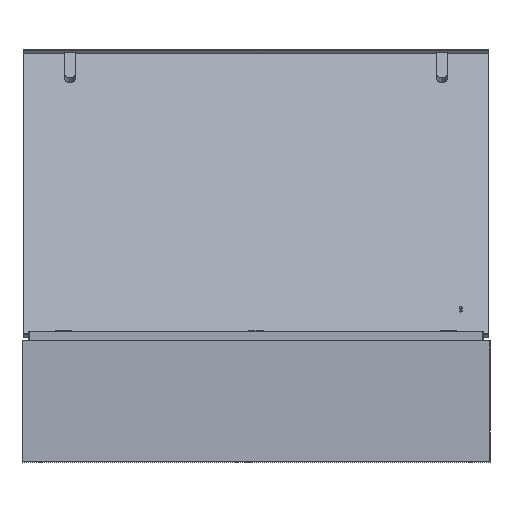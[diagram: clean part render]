
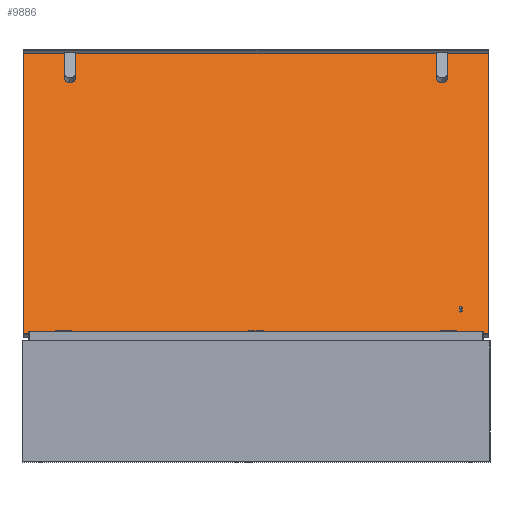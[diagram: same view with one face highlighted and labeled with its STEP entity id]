
A CAD part, left-side view. The second image highlights one B-rep face of the part: STEP entity #9886.
In plain terms, the highlighted face is planar.
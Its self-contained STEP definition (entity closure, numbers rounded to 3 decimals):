
#18 = VERTEX_POINT ( 'NONE', #8517 ) ;
#34 = CIRCLE ( 'NONE', #1986, 11.5 ) ;
#150 = DIRECTION ( 'NONE',  ( 0., 0., 1. ) ) ;
#292 = ORIENTED_EDGE ( 'NONE', *, *, #7517, .F. ) ;
#467 = DIRECTION ( 'NONE',  ( 0., 0., 1. ) ) ;
#605 = CARTESIAN_POINT ( 'NONE',  ( 262.5, -437.5, -1. ) ) ;
#816 = DIRECTION ( 'NONE',  ( 1., 0., 0. ) ) ;
#830 = CARTESIAN_POINT ( 'NONE',  ( -279., -397.5, -1. ) ) ;
#853 = CIRCLE ( 'NONE', #8734, 3. ) ;
#890 = EDGE_CURVE ( 'NONE', #9136, #4603, #8262, .T. ) ;
#1065 = AXIS2_PLACEMENT_3D ( 'NONE', #5230, #5299, #5329 ) ;
#1217 = CIRCLE ( 'NONE', #8162, 3. ) ;
#1316 = PLANE ( 'NONE',  #2044 ) ;
#1374 = ORIENTED_EDGE ( 'NONE', *, *, #2312, .F. ) ;
#1491 = DIRECTION ( 'NONE',  ( 0., 0., 1. ) ) ;
#1493 = ORIENTED_EDGE ( 'NONE', *, *, #890, .T. ) ;
#1563 = VECTOR ( 'NONE', #8444, 1000. ) ;
#1583 = VERTEX_POINT ( 'NONE', #2311 ) ;
#1663 = EDGE_LOOP ( 'NONE', ( #292, #5668 ) ) ;
#1949 = CARTESIAN_POINT ( 'NONE',  ( -267.5, 397.5, -1. ) ) ;
#1986 = AXIS2_PLACEMENT_3D ( 'NONE', #7015, #150, #816 ) ;
#2005 = LINE ( 'NONE', #6211, #2133 ) ;
#2044 = AXIS2_PLACEMENT_3D ( 'NONE', #3565, #467, #9821 ) ;
#2076 = EDGE_CURVE ( 'NONE', #6006, #2984, #4129, .T. ) ;
#2133 = VECTOR ( 'NONE', #2469, 1000. ) ;
#2280 = DIRECTION ( 'NONE',  ( 1., 0., 0. ) ) ;
#2311 = CARTESIAN_POINT ( 'NONE',  ( 259.5, -437.5, -1. ) ) ;
#2312 = EDGE_CURVE ( 'NONE', #3881, #9629, #8114, .T. ) ;
#2469 = DIRECTION ( 'NONE',  ( 1., 0., 0. ) ) ;
#2495 = CARTESIAN_POINT ( 'NONE',  ( 321.5, 496.5, -1. ) ) ;
#2872 = CARTESIAN_POINT ( 'NONE',  ( -267.5, -397.5, -1. ) ) ;
#2976 = ORIENTED_EDGE ( 'NONE', *, *, #4700, .F. ) ;
#2984 = VERTEX_POINT ( 'NONE', #8788 ) ;
#3117 = DIRECTION ( 'NONE',  ( -1., 0., 0. ) ) ;
#3540 = AXIS2_PLACEMENT_3D ( 'NONE', #1949, #9666, #4580 ) ;
#3554 = EDGE_CURVE ( 'NONE', #9971, #18, #4361, .T. ) ;
#3565 = CARTESIAN_POINT ( 'NONE',  ( 0., 0., -1. ) ) ;
#3673 = DIRECTION ( 'NONE',  ( 0., 0., -1. ) ) ;
#3808 = ORIENTED_EDGE ( 'NONE', *, *, #2076, .F. ) ;
#3881 = VERTEX_POINT ( 'NONE', #9649 ) ;
#4066 = ORIENTED_EDGE ( 'NONE', *, *, #4549, .T. ) ;
#4129 = LINE ( 'NONE', #6217, #1563 ) ;
#4199 = CARTESIAN_POINT ( 'NONE',  ( 321.5, 0., -1. ) ) ;
#4361 = CIRCLE ( 'NONE', #3540, 11.5 ) ;
#4506 = CARTESIAN_POINT ( 'NONE',  ( 262.5, -437.5, -1. ) ) ;
#4546 = CARTESIAN_POINT ( 'NONE',  ( -321.5, 496.5, -1. ) ) ;
#4549 = EDGE_CURVE ( 'NONE', #18, #9971, #6852, .T. ) ;
#4580 = DIRECTION ( 'NONE',  ( 1., 0., 0. ) ) ;
#4603 = VERTEX_POINT ( 'NONE', #830 ) ;
#4686 = FACE_OUTER_BOUND ( 'NONE', #6496, .T. ) ;
#4700 = EDGE_CURVE ( 'NONE', #2984, #3881, #2005, .T. ) ;
#5162 = DIRECTION ( 'NONE',  ( 1., 0., 0. ) ) ;
#5230 = CARTESIAN_POINT ( 'NONE',  ( -267.5, 397.5, -1. ) ) ;
#5299 = DIRECTION ( 'NONE',  ( 0., 0., 1. ) ) ;
#5329 = DIRECTION ( 'NONE',  ( 1., 0., 0. ) ) ;
#5668 = ORIENTED_EDGE ( 'NONE', *, *, #6931, .F. ) ;
#5947 = CARTESIAN_POINT ( 'NONE',  ( -279., 397.5, -1. ) ) ;
#5993 = FACE_BOUND ( 'NONE', #6644, .T. ) ;
#6006 = VERTEX_POINT ( 'NONE', #4546 ) ;
#6055 = DIRECTION ( 'NONE',  ( 1., 0., 0. ) ) ;
#6120 = ORIENTED_EDGE ( 'NONE', *, *, #7095, .F. ) ;
#6211 = CARTESIAN_POINT ( 'NONE',  ( 0., -496.5, -1. ) ) ;
#6217 = CARTESIAN_POINT ( 'NONE',  ( -321.5, 0., -1. ) ) ;
#6406 = VECTOR ( 'NONE', #7301, 1000. ) ;
#6452 = EDGE_CURVE ( 'NONE', #4603, #9136, #34, .T. ) ;
#6496 = EDGE_LOOP ( 'NONE', ( #3808, #6120, #1374, #2976 ) ) ;
#6620 = EDGE_LOOP ( 'NONE', ( #1493, #9140 ) ) ;
#6644 = EDGE_LOOP ( 'NONE', ( #4066, #9826 ) ) ;
#6786 = DIRECTION ( 'NONE',  ( 0., 0., -1. ) ) ;
#6852 = CIRCLE ( 'NONE', #1065, 11.5 ) ;
#6891 = VERTEX_POINT ( 'NONE', #9028 ) ;
#6931 = EDGE_CURVE ( 'NONE', #1583, #6891, #1217, .T. ) ;
#7015 = CARTESIAN_POINT ( 'NONE',  ( -267.5, -397.5, -1. ) ) ;
#7095 = EDGE_CURVE ( 'NONE', #9629, #6006, #7893, .T. ) ;
#7301 = DIRECTION ( 'NONE',  ( 0., 1., 0. ) ) ;
#7517 = EDGE_CURVE ( 'NONE', #6891, #1583, #853, .T. ) ;
#7553 = AXIS2_PLACEMENT_3D ( 'NONE', #2872, #1491, #2280 ) ;
#7893 = LINE ( 'NONE', #9212, #9550 ) ;
#8114 = LINE ( 'NONE', #4199, #6406 ) ;
#8162 = AXIS2_PLACEMENT_3D ( 'NONE', #4506, #6786, #5162 ) ;
#8224 = CARTESIAN_POINT ( 'NONE',  ( -256., -397.5, -1. ) ) ;
#8262 = CIRCLE ( 'NONE', #7553, 11.5 ) ;
#8444 = DIRECTION ( 'NONE',  ( 0., -1., 0. ) ) ;
#8517 = CARTESIAN_POINT ( 'NONE',  ( -256., 397.5, -1. ) ) ;
#8527 = FACE_BOUND ( 'NONE', #1663, .T. ) ;
#8734 = AXIS2_PLACEMENT_3D ( 'NONE', #605, #3673, #6055 ) ;
#8788 = CARTESIAN_POINT ( 'NONE',  ( -321.5, -496.5, -1. ) ) ;
#9028 = CARTESIAN_POINT ( 'NONE',  ( 265.5, -437.5, -1. ) ) ;
#9136 = VERTEX_POINT ( 'NONE', #8224 ) ;
#9140 = ORIENTED_EDGE ( 'NONE', *, *, #6452, .T. ) ;
#9212 = CARTESIAN_POINT ( 'NONE',  ( 0., 496.5, -1. ) ) ;
#9550 = VECTOR ( 'NONE', #3117, 1000. ) ;
#9629 = VERTEX_POINT ( 'NONE', #2495 ) ;
#9649 = CARTESIAN_POINT ( 'NONE',  ( 321.5, -496.5, -1. ) ) ;
#9666 = DIRECTION ( 'NONE',  ( 0., 0., 1. ) ) ;
#9821 = DIRECTION ( 'NONE',  ( 1., 0., 0. ) ) ;
#9826 = ORIENTED_EDGE ( 'NONE', *, *, #3554, .T. ) ;
#9838 = FACE_BOUND ( 'NONE', #6620, .T. ) ;
#9886 = ADVANCED_FACE ( 'NONE', ( #9838, #5993, #4686, #8527 ), #1316, .F. ) ;
#9971 = VERTEX_POINT ( 'NONE', #5947 ) ;
